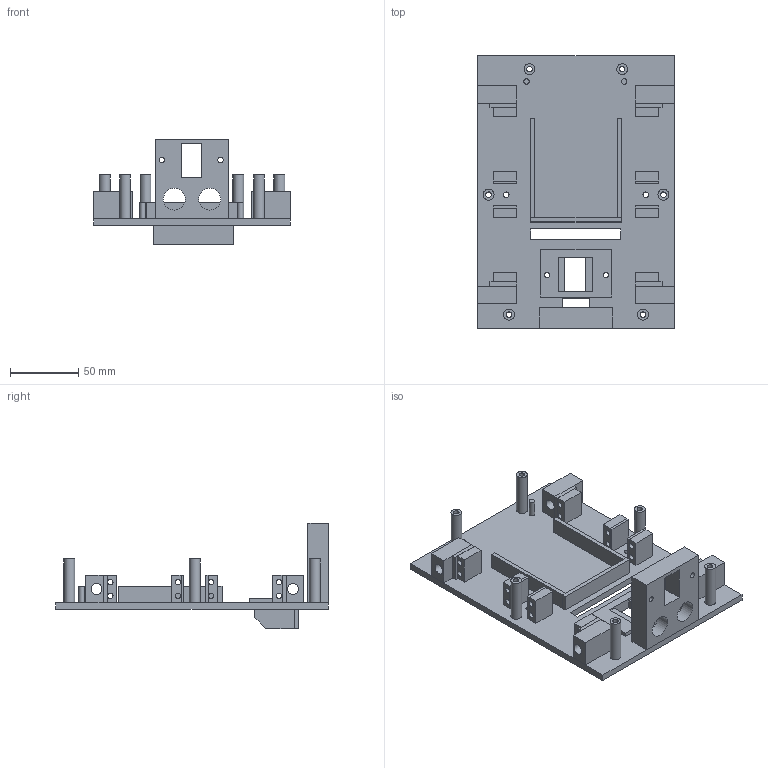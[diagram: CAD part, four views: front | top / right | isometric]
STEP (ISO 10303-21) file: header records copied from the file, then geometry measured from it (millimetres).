
FILE_DESCRIPTION(('FreeCAD Model'),'2;1');
FILE_NAME('Open CASCADE Shape Model','2025-05-12T16:47:18',('Author'),( ''),'Open CASCADE STEP processor 7.7','FreeCAD','Unknown');
FILE_SCHEMA(('AUTOMOTIVE_DESIGN { 1 0 10303 214 1 1 1 1 }'));
Length unit declared in the file: millimetre
Products named in the file (1): 1dannme
Bounding box: 144.2 x 200 x 77 mm (x, y, z)
Volume: 242062.7 mm3; surface area: 105328.4 mm2
Topology: 1 solids, 1 shells, 222 faces, 570 edges, 362 vertices
Faces by surface type: plane 174, cylinder 48
Full cylindrical faces by diameter (mm): 4 x36, 8 x10, 16 x2
Entity records: 6786 total; most frequent: CARTESIAN_POINT 1155, ORIENTED_EDGE 1140, DIRECTION 1106, EDGE_CURVE 570, LINE 480, VECTOR 480, VERTEX_POINT 362, AXIS2_PLACEMENT_3D 313
